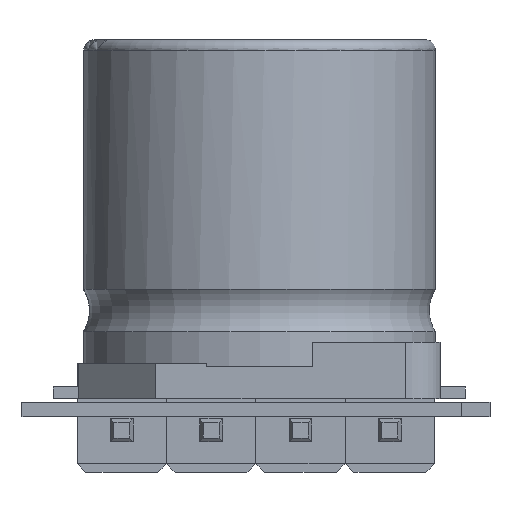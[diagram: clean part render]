
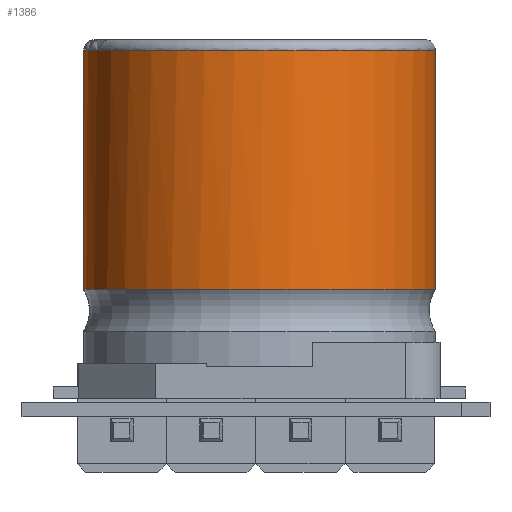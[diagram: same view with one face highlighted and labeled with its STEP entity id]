
A CAD part, left-side view. The second image highlights one B-rep face of the part: STEP entity #1386.
In plain terms, the highlighted cylindrical face has radius 5 mm (diameter 10 mm), a full revolution.
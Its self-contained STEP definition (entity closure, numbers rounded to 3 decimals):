
#1354 = VERTEX_POINT('',#1355);
#1355 = CARTESIAN_POINT('',(2.128,9.,-4.525));
#1365 = EDGE_CURVE('',#1354,#1366,#1368,.T.);
#1366 = VERTEX_POINT('',#1367);
#1367 = CARTESIAN_POINT('',(5.,9.,0.));
#1368 = CIRCLE('',#1369,5.);
#1369 = AXIS2_PLACEMENT_3D('',#1370,#1371,#1372);
#1370 = CARTESIAN_POINT('',(0.,9.,0.));
#1371 = DIRECTION('',(0.,1.,0.));
#1372 = DIRECTION('',(-1.,0.,0.));
#1374 = EDGE_CURVE('',#1366,#1354,#1375,.T.);
#1375 = CIRCLE('',#1376,5.);
#1376 = AXIS2_PLACEMENT_3D('',#1377,#1378,#1379);
#1377 = CARTESIAN_POINT('',(0.,9.,0.));
#1378 = DIRECTION('',(0.,1.,0.));
#1379 = DIRECTION('',(-1.,0.,0.));
#1386 = ADVANCED_FACE('',(#1387),#1406,.T.);
#1387 = FACE_BOUND('',#1388,.T.);
#1388 = EDGE_LOOP('',(#1389,#1398,#1403,#1404,#1405));
#1389 = ORIENTED_EDGE('',*,*,#1390,.F.);
#1390 = EDGE_CURVE('',#1391,#1391,#1393,.T.);
#1391 = VERTEX_POINT('',#1392);
#1392 = CARTESIAN_POINT('',(5.,2.2,0.));
#1393 = CIRCLE('',#1394,5.);
#1394 = AXIS2_PLACEMENT_3D('',#1395,#1396,#1397);
#1395 = CARTESIAN_POINT('',(0.,2.2,0.));
#1396 = DIRECTION('',(0.,-1.,0.));
#1397 = DIRECTION('',(1.,0.,0.));
#1398 = ORIENTED_EDGE('',*,*,#1399,.F.);
#1399 = EDGE_CURVE('',#1366,#1391,#1400,.T.);
#1400 = B_SPLINE_CURVE_WITH_KNOTS('',1,(#1401,#1402),.UNSPECIFIED.,.F.,
  .F.,(2,2),(-3.25,3.55),.PIECEWISE_BEZIER_KNOTS.);
#1401 = CARTESIAN_POINT('',(5.,9.,0.));
#1402 = CARTESIAN_POINT('',(5.,2.2,0.));
#1403 = ORIENTED_EDGE('',*,*,#1365,.F.);
#1404 = ORIENTED_EDGE('',*,*,#1374,.F.);
#1405 = ORIENTED_EDGE('',*,*,#1399,.T.);
#1406 = CYLINDRICAL_SURFACE('',#1407,5.);
#1407 = AXIS2_PLACEMENT_3D('',#1408,#1409,#1410);
#1408 = CARTESIAN_POINT('',(0.,5.75,0.));
#1409 = DIRECTION('',(0.,-1.,0.));
#1410 = DIRECTION('',(1.,0.,0.));
